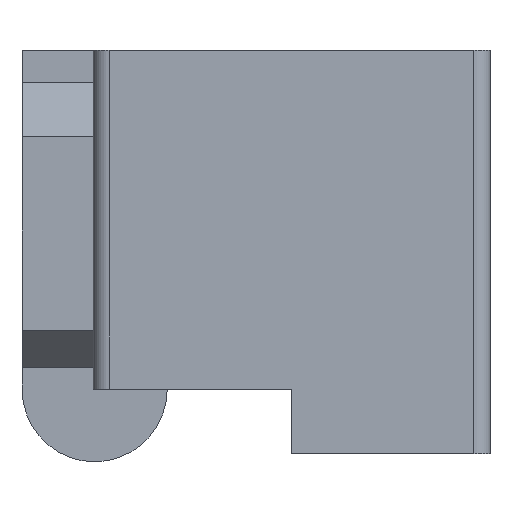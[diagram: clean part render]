
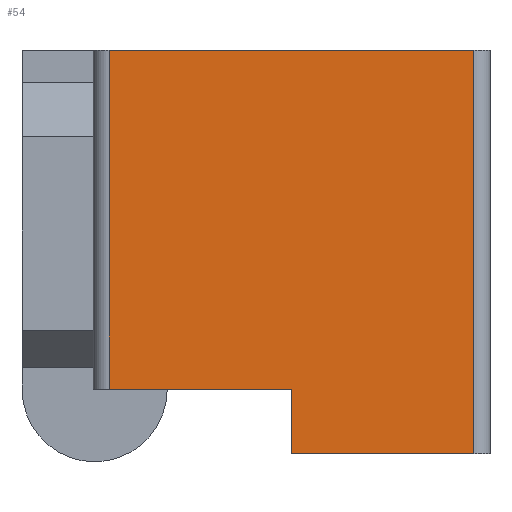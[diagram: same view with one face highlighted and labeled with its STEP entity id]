
A CAD part, left-side view. The second image highlights one B-rep face of the part: STEP entity #54.
In plain terms, the highlighted planar face has unit normal (-1, 0, 0).
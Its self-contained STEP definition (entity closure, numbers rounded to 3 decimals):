
#54=ADVANCED_FACE('',(#104),#105,.T.);
#104=FACE_OUTER_BOUND('',#185,.T.);
#105=PLANE('',#186);
#185=EDGE_LOOP('',(#335,#336,#337,#338,#339,#340));
#186=AXIS2_PLACEMENT_3D('',#341,#342,#343);
#335=ORIENTED_EDGE('',*,*,#649,.T.);
#336=ORIENTED_EDGE('',*,*,#650,.F.);
#337=ORIENTED_EDGE('',*,*,#608,.F.);
#338=ORIENTED_EDGE('',*,*,#651,.T.);
#339=ORIENTED_EDGE('',*,*,#652,.T.);
#340=ORIENTED_EDGE('',*,*,#636,.F.);
#341=CARTESIAN_POINT('',(-1.0,0.565,0.0));
#342=DIRECTION('',(-1.0,0.0,0.0));
#343=DIRECTION('',(0.0,0.0,1.0));
#608=EDGE_CURVE('',#731,#733,#734,.T.);
#636=EDGE_CURVE('',#785,#786,#787,.T.);
#649=EDGE_CURVE('',#785,#807,#809,.T.);
#650=EDGE_CURVE('',#733,#807,#810,.T.);
#651=EDGE_CURVE('',#731,#811,#812,.T.);
#652=EDGE_CURVE('',#811,#786,#813,.T.);
#731=VERTEX_POINT('',#928);
#733=VERTEX_POINT('',#930);
#734=LINE('',#931,#932);
#785=VERTEX_POINT('',#1002);
#786=VERTEX_POINT('',#1003);
#787=LINE('',#1004,#1005);
#807=VERTEX_POINT('',#1034);
#809=LINE('',#1036,#1037);
#810=LINE('',#1038,#1039);
#811=VERTEX_POINT('',#1040);
#812=LINE('',#1041,#1042);
#813=LINE('',#1043,#1044);
#928=CARTESIAN_POINT('',(-1.0,0.565,0.0));
#930=CARTESIAN_POINT('',(-1.0,-0.565,0.0));
#931=CARTESIAN_POINT('',(-1.0,0.565,0.0));
#932=VECTOR('',#1206,1.13);
#1002=CARTESIAN_POINT('',(-1.0,0.0,-1.25));
#1003=CARTESIAN_POINT('',(-1.0,0.0,-1.05));
#1004=CARTESIAN_POINT('',(-1.0,0.0,-1.25));
#1005=VECTOR('',#1250,0.2);
#1034=CARTESIAN_POINT('',(-1.0,-0.565,-1.25));
#1036=CARTESIAN_POINT('',(-1.0,0.0,-1.25));
#1037=VECTOR('',#1269,0.565);
#1038=CARTESIAN_POINT('',(-1.0,-0.565,0.0));
#1039=VECTOR('',#1270,1.25);
#1040=CARTESIAN_POINT('',(-1.0,0.565,-1.05));
#1041=CARTESIAN_POINT('',(-1.0,0.565,0.0));
#1042=VECTOR('',#1271,1.05);
#1043=CARTESIAN_POINT('',(-1.0,0.565,-1.05));
#1044=VECTOR('',#1272,0.565);
#1206=DIRECTION('',(0.0,-1.0,0.0));
#1250=DIRECTION('',(0.0,0.0,1.0));
#1269=DIRECTION('',(0.0,-1.0,0.0));
#1270=DIRECTION('',(0.0,0.0,-1.0));
#1271=DIRECTION('',(0.0,0.0,-1.0));
#1272=DIRECTION('',(0.0,-1.0,0.0));
